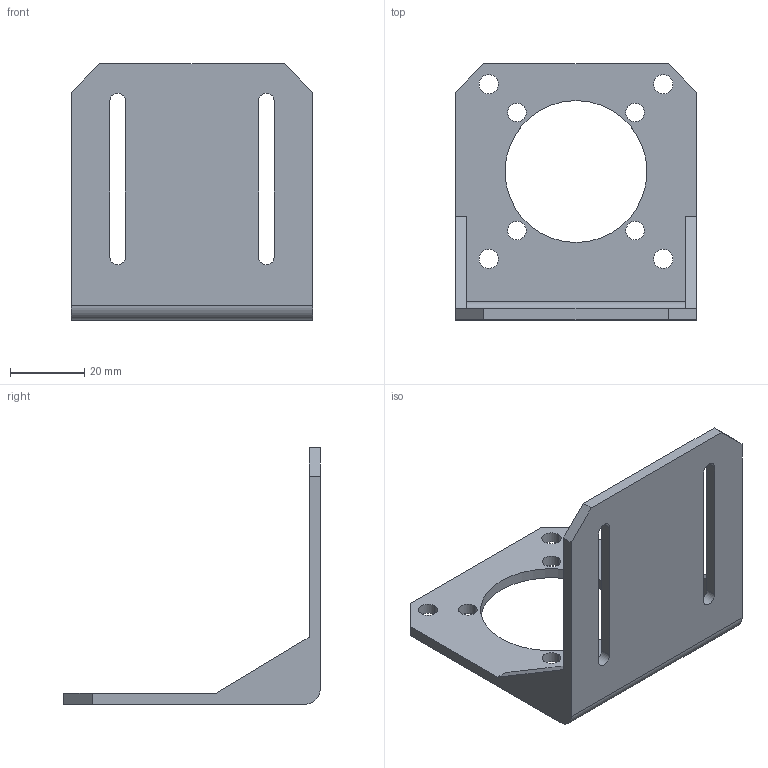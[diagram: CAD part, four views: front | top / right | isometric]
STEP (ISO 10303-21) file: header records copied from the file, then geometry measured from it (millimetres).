
FILE_DESCRIPTION (( 'STEP AP214' ), '1' );
FILE_NAME ('Nema 23 Motor Mounting Bracket.STEP', '2023-07-04T22:08:48', ( '' ), ( '' ), 'SwSTEP 2.0', 'SolidWorks 2019', '' );
FILE_SCHEMA (( 'AUTOMOTIVE_DESIGN' ));
Length unit declared in the file: inch
Products named in the file (1): Nema 23 Motor Mounting Bracket
Bounding box: 65 x 69 x 69 mm (x, y, z)
Volume: 21858.8 mm3; surface area: 16925.8 mm2
Topology: 1 solids, 1 shells, 46 faces, 132 edges, 88 vertices
Faces by surface type: cylinder 26, plane 20
Entity records: 1612 total; most frequent: DIRECTION 278, CARTESIAN_POINT 267, ORIENTED_EDGE 264, EDGE_CURVE 132, AXIS2_PLACEMENT_3D 99, VERTEX_POINT 88, LINE 80, VECTOR 80
